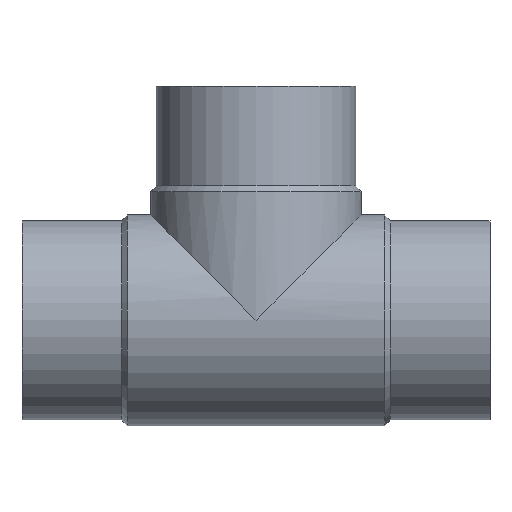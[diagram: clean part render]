
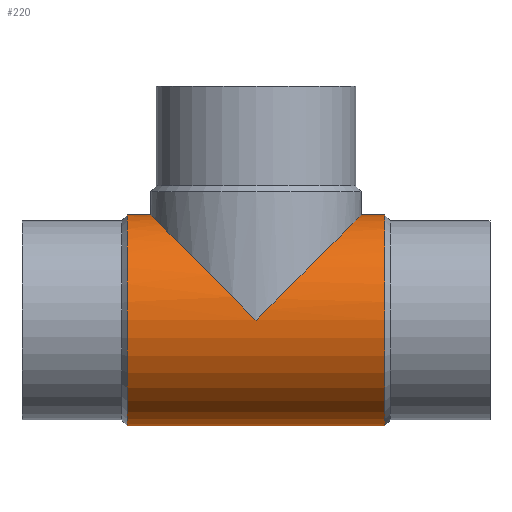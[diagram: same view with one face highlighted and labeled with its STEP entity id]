
A CAD part, top view. The second image highlights one B-rep face of the part: STEP entity #220.
In plain terms, the highlighted cylindrical face has radius 211.85 mm (diameter 423.7 mm), a partial arc.
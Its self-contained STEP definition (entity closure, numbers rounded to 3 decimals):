
#144 = VERTEX_POINT( '', #384 );
#166 = EDGE_CURVE( '', #290, #298, #406, .T. );
#180 = EDGE_CURVE( '', #144, #198, #422, .T. );
#190 = EDGE_CURVE( '', #144, #270, #432, .T. );
#194 = VERTEX_POINT( '', #437 );
#198 = VERTEX_POINT( '', #441 );
#220 = ADVANCED_FACE( '', ( #465 ), #466, .T. );
#270 = VERTEX_POINT( '', #521 );
#276 = EDGE_CURVE( '', #194, #290, #529, .T. );
#290 = VERTEX_POINT( '', #547 );
#298 = VERTEX_POINT( '', #556 );
#310 = EDGE_CURVE( '', #354, #194, #569, .T. );
#316 = EDGE_CURVE( '', #298, #270, #576, .T. );
#334 = EDGE_CURVE( '', #198, #354, #596, .T. );
#354 = VERTEX_POINT( '', #621 );
#384 = CARTESIAN_POINT( '', ( -728.15, -211.85, 0. ) );
#406 = ELLIPSE( '', #678, 299.601, 211.85 );
#422 = LINE( '', #701, #702 );
#432 = CIRCLE( '', #714, 211.85 );
#437 = CARTESIAN_POINT( '', ( -258.15, 211.85, 0. ) );
#441 = CARTESIAN_POINT( '', ( -211.85, -211.85, 0. ) );
#465 = FACE_OUTER_BOUND( '', #760, .T. );
#466 = CYLINDRICAL_SURFACE( '', #761, 211.85 );
#521 = CARTESIAN_POINT( '', ( -728.15, 211.85, 0. ) );
#529 = ELLIPSE( '', #839, 299.601, 211.85 );
#547 = CARTESIAN_POINT( '', ( -470., 0., 211.85 ) );
#556 = CARTESIAN_POINT( '', ( -681.85, 211.85, 0. ) );
#569 = LINE( '', #889, #890 );
#576 = LINE( '', #899, #900 );
#596 = CIRCLE( '', #924, 211.85 );
#621 = CARTESIAN_POINT( '', ( -211.85, 211.85, 0. ) );
#678 = AXIS2_PLACEMENT_3D( '', #983, #984, #985 );
#701 = CARTESIAN_POINT( '', ( -470., -211.85, 0. ) );
#702 = VECTOR( '', #1011, 1. );
#714 = AXIS2_PLACEMENT_3D( '', #1015, #1016, #1017 );
#760 = EDGE_LOOP( '', ( #1049, #1050, #1051, #1052, #1053, #1054, #1055 ) );
#761 = AXIS2_PLACEMENT_3D( '', #1056, #1057, #1058 );
#839 = AXIS2_PLACEMENT_3D( '', #1130, #1131, #1132 );
#889 = CARTESIAN_POINT( '', ( -470., 211.85, 0. ) );
#890 = VECTOR( '', #1196, 1. );
#899 = CARTESIAN_POINT( '', ( -470., 211.85, 0. ) );
#900 = VECTOR( '', #1208, 1. );
#924 = AXIS2_PLACEMENT_3D( '', #1234, #1235, #1236 );
#983 = CARTESIAN_POINT( '', ( -470., 0., 0. ) );
#984 = DIRECTION( '', ( -0.707, -0.707, 0. ) );
#985 = DIRECTION( '', ( 0.707, -0.707, 0. ) );
#1011 = DIRECTION( '', ( 1., 0., 0. ) );
#1015 = CARTESIAN_POINT( '', ( -728.15, 0., 0. ) );
#1016 = DIRECTION( '', ( -1., 0., 0. ) );
#1017 = DIRECTION( '', ( 0., 1., 0. ) );
#1049 = ORIENTED_EDGE( '', *, *, #310, .T. );
#1050 = ORIENTED_EDGE( '', *, *, #276, .T. );
#1051 = ORIENTED_EDGE( '', *, *, #166, .T. );
#1052 = ORIENTED_EDGE( '', *, *, #316, .T. );
#1053 = ORIENTED_EDGE( '', *, *, #190, .F. );
#1054 = ORIENTED_EDGE( '', *, *, #180, .T. );
#1055 = ORIENTED_EDGE( '', *, *, #334, .T. );
#1056 = CARTESIAN_POINT( '', ( -470., 0., 0. ) );
#1057 = DIRECTION( '', ( 1., 0., 0. ) );
#1058 = DIRECTION( '', ( 0., 1., 0. ) );
#1130 = CARTESIAN_POINT( '', ( -470., 0., 0. ) );
#1131 = DIRECTION( '', ( 0.707, -0.707, 0. ) );
#1132 = DIRECTION( '', ( 0.707, 0.707, 0. ) );
#1196 = DIRECTION( '', ( -1., 0., 0. ) );
#1208 = DIRECTION( '', ( -1., 0., 0. ) );
#1234 = CARTESIAN_POINT( '', ( -211.85, 0., 0. ) );
#1235 = DIRECTION( '', ( -1., 0., 0. ) );
#1236 = DIRECTION( '', ( 0., 1., 0. ) );
